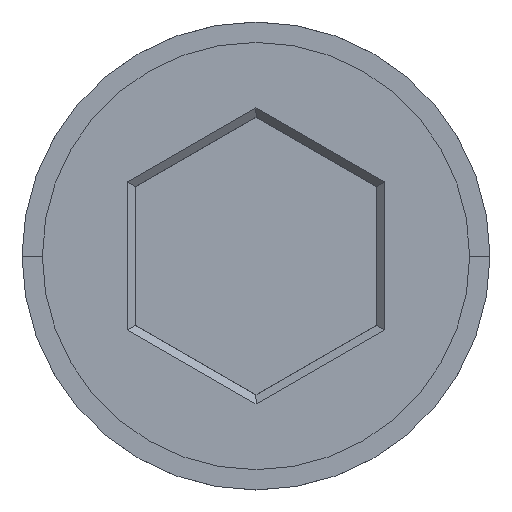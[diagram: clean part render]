
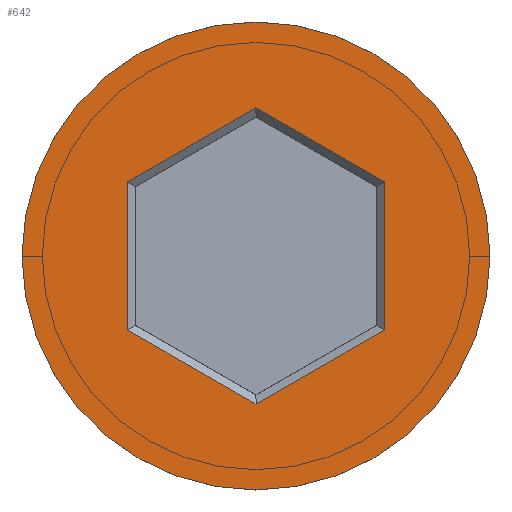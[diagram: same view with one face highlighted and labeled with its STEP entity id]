
A CAD part, top view. The second image highlights one B-rep face of the part: STEP entity #642.
In plain terms, the highlighted planar face has unit normal (0, 0, 1).
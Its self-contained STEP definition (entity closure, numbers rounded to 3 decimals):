
#1 = DIRECTION ( 'NONE',  ( 0.866, -0.5, 0. ) ) ;
#10 = VECTOR ( 'NONE', #1090, 1000. ) ;
#29 = EDGE_CURVE ( 'NONE', #287, #367, #732, .T. ) ;
#30 = LINE ( 'NONE', #958, #10 ) ;
#39 = DIRECTION ( 'NONE',  ( 0., 0., 1. ) ) ;
#41 = VECTOR ( 'NONE', #1118, 1000. ) ;
#54 = CARTESIAN_POINT ( 'NONE',  ( 3.15, -1.703, 0. ) ) ;
#63 = VECTOR ( 'NONE', #1093, 1000. ) ;
#76 = EDGE_CURVE ( 'NONE', #294, #1078, #770, .T. ) ;
#90 = AXIS2_PLACEMENT_3D ( 'NONE', #147, #1294, #883 ) ;
#111 = CARTESIAN_POINT ( 'NONE',  ( 3.15, -1.819, 0. ) ) ;
#147 = CARTESIAN_POINT ( 'NONE',  ( 0., 0., 0. ) ) ;
#187 = ORIENTED_EDGE ( 'NONE', *, *, #998, .T. ) ;
#206 = FACE_BOUND ( 'NONE', #714, .T. ) ;
#215 = ORIENTED_EDGE ( 'NONE', *, *, #29, .T. ) ;
#287 = VERTEX_POINT ( 'NONE', #1171 ) ;
#294 = VERTEX_POINT ( 'NONE', #596 ) ;
#363 = LINE ( 'NONE', #1353, #1157 ) ;
#367 = VERTEX_POINT ( 'NONE', #1375 ) ;
#417 = ORIENTED_EDGE ( 'NONE', *, *, #1258, .T. ) ;
#440 = DIRECTION ( 'NONE',  ( 0., 0., 1. ) ) ;
#557 = AXIS2_PLACEMENT_3D ( 'NONE', #1401, #39, #1031 ) ;
#594 = LINE ( 'NONE', #1089, #910 ) ;
#596 = CARTESIAN_POINT ( 'NONE',  ( -5.75, 0., 0. ) ) ;
#627 = CARTESIAN_POINT ( 'NONE',  ( 0., -3.637, 0. ) ) ;
#637 = CARTESIAN_POINT ( 'NONE',  ( -3.05, -1.876, 0. ) ) ;
#642 = ADVANCED_FACE ( 'NONE', ( #206, #657 ), #1550, .T. ) ;
#657 = FACE_OUTER_BOUND ( 'NONE', #819, .T. ) ;
#658 = CARTESIAN_POINT ( 'NONE',  ( 3.15, 1.819, 0. ) ) ;
#714 = EDGE_LOOP ( 'NONE', ( #1358, #215, #1199, #417, #187, #1413 ) ) ;
#732 = LINE ( 'NONE', #1573, #1103 ) ;
#764 = EDGE_CURVE ( 'NONE', #1078, #294, #771, .T. ) ;
#770 = CIRCLE ( 'NONE', #1267, 5.75 ) ;
#771 = CIRCLE ( 'NONE', #90, 5.75 ) ;
#782 = LINE ( 'NONE', #637, #41 ) ;
#785 = VERTEX_POINT ( 'NONE', #658 ) ;
#814 = EDGE_CURVE ( 'NONE', #1373, #912, #30, .T. ) ;
#816 = CARTESIAN_POINT ( 'NONE',  ( 0., 3.637, 0. ) ) ;
#819 = EDGE_LOOP ( 'NONE', ( #828, #1604 ) ) ;
#828 = ORIENTED_EDGE ( 'NONE', *, *, #764, .T. ) ;
#883 = DIRECTION ( 'NONE',  ( 1., 0., 0. ) ) ;
#898 = EDGE_CURVE ( 'NONE', #367, #1462, #363, .T. ) ;
#910 = VECTOR ( 'NONE', #1, 1000. ) ;
#912 = VERTEX_POINT ( 'NONE', #627 ) ;
#958 = CARTESIAN_POINT ( 'NONE',  ( 0.1, -3.58, 0. ) ) ;
#998 = EDGE_CURVE ( 'NONE', #785, #1373, #1172, .T. ) ;
#1031 = DIRECTION ( 'NONE',  ( 1., 0., 0. ) ) ;
#1062 = CARTESIAN_POINT ( 'NONE',  ( 0., 0., 0. ) ) ;
#1078 = VERTEX_POINT ( 'NONE', #1222 ) ;
#1089 = CARTESIAN_POINT ( 'NONE',  ( 3.05, 1.876, 0. ) ) ;
#1090 = DIRECTION ( 'NONE',  ( -0.866, -0.5, 0. ) ) ;
#1093 = DIRECTION ( 'NONE',  ( 0., -1., 0. ) ) ;
#1103 = VECTOR ( 'NONE', #1210, 1000. ) ;
#1118 = DIRECTION ( 'NONE',  ( -0.866, 0.5, 0. ) ) ;
#1157 = VECTOR ( 'NONE', #1475, 1000. ) ;
#1171 = CARTESIAN_POINT ( 'NONE',  ( -3.15, -1.819, 0. ) ) ;
#1172 = LINE ( 'NONE', #54, #63 ) ;
#1199 = ORIENTED_EDGE ( 'NONE', *, *, #898, .T. ) ;
#1210 = DIRECTION ( 'NONE',  ( 0., 1., 0. ) ) ;
#1222 = CARTESIAN_POINT ( 'NONE',  ( 5.75, 0., 0. ) ) ;
#1258 = EDGE_CURVE ( 'NONE', #1462, #785, #594, .T. ) ;
#1267 = AXIS2_PLACEMENT_3D ( 'NONE', #1062, #440, #1435 ) ;
#1294 = DIRECTION ( 'NONE',  ( 0., 0., 1. ) ) ;
#1353 = CARTESIAN_POINT ( 'NONE',  ( -0.1, 3.58, 0. ) ) ;
#1358 = ORIENTED_EDGE ( 'NONE', *, *, #1563, .T. ) ;
#1373 = VERTEX_POINT ( 'NONE', #111 ) ;
#1375 = CARTESIAN_POINT ( 'NONE',  ( -3.15, 1.819, 0. ) ) ;
#1401 = CARTESIAN_POINT ( 'NONE',  ( 0., 0., 0. ) ) ;
#1413 = ORIENTED_EDGE ( 'NONE', *, *, #814, .T. ) ;
#1435 = DIRECTION ( 'NONE',  ( 1., 0., 0. ) ) ;
#1462 = VERTEX_POINT ( 'NONE', #816 ) ;
#1475 = DIRECTION ( 'NONE',  ( 0.866, 0.5, 0. ) ) ;
#1550 = PLANE ( 'NONE',  #557 ) ;
#1563 = EDGE_CURVE ( 'NONE', #912, #287, #782, .T. ) ;
#1573 = CARTESIAN_POINT ( 'NONE',  ( -3.15, 1.703, 0. ) ) ;
#1604 = ORIENTED_EDGE ( 'NONE', *, *, #76, .T. ) ;
